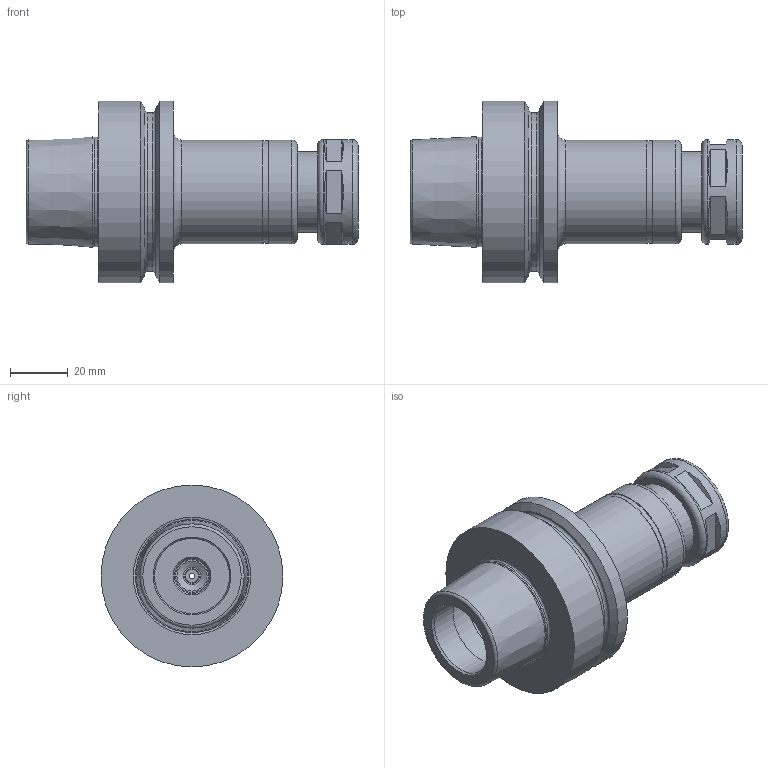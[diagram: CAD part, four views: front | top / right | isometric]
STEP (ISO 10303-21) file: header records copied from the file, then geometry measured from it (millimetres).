
FILE_DESCRIPTION((''),'2;1');
FILE_NAME('536065116090 HSK63F-HDC16A-90-3D.stp','2023-02-02T09:17:16',('nttooll'),(''),'Autodesk Inventor 2012','Autodesk Inventor 2012','');
FILE_SCHEMA(('AUTOMOTIVE_DESIGN { 1 0 10303 214 1 1 1 1 }'));
Length unit declared in the file: millimetre
Products named in the file (1): 536065116090 HSK63F-HDC16A-90-3D
Bounding box: 115 x 63 x 63 mm (x, y, z)
Volume: 127154.2 mm3; surface area: 31541.7 mm2
Topology: 1 solids, 2 shells, 100 faces, 177 edges, 108 vertices
Faces by surface type: plane 44, cylinder 28, cone 16, torus 12
Full cylindrical faces by diameter (mm): 2 x1, 4.5 x1, 5 x1, 6 x1, 12 x1, 12.8 x1, 13.319 x1, 15.8 x1, 17 x2, 17.5 x2, 20 x1, 22.1 x1, 24.5 x1, 26 x2, 28 x2, 32 x1, 35.6 x1, 36 x2, 36.3 x1, 37.9 x1, 55 x1, 63 x2
Entity records: 2144 total; most frequent: DIRECTION 414, CARTESIAN_POINT 325, ORIENTED_EDGE 236, AXIS2_PLACEMENT_3D 195, EDGE_LOOP 188, EDGE_CURVE 118, VERTEX_POINT 106, FACE_OUTER_BOUND 100
